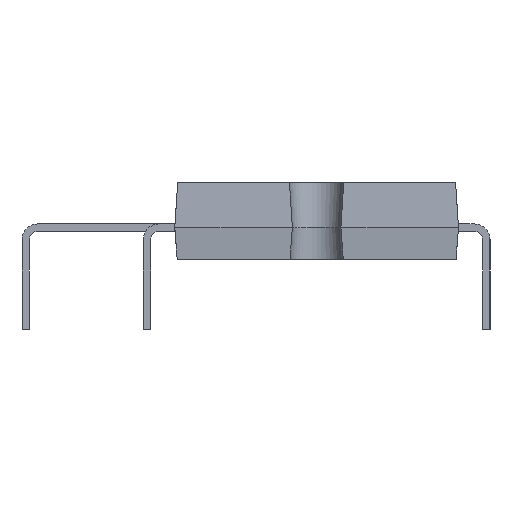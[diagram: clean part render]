
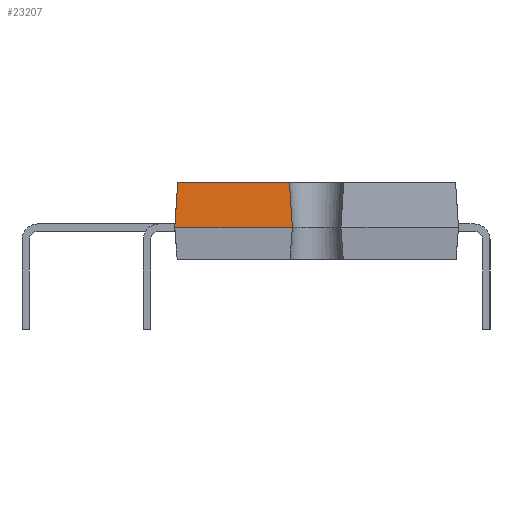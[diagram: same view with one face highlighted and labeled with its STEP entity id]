
A CAD part, left-side view. The second image highlights one B-rep face of the part: STEP entity #23207.
In plain terms, the highlighted planar face has unit normal (-0.998, 0, 0.065).
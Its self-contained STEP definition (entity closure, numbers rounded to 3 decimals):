
#1051 = VERTEX_POINT ( 'NONE', #15269 ) ;
#2850 = CARTESIAN_POINT ( 'NONE',  ( -14.38, 5.73, 1.85 ) ) ;
#2925 = CARTESIAN_POINT ( 'NONE',  ( -14.5, 5.85, 0. ) ) ;
#3737 = CARTESIAN_POINT ( 'NONE',  ( -14.44, 1.06, 0.925 ) ) ;
#4030 = VERTEX_POINT ( 'NONE', #2925 ) ;
#5316 = ORIENTED_EDGE ( 'NONE', *, *, #23716, .F. ) ;
#5975 = EDGE_CURVE ( 'NONE', #4030, #14538, #6854, .T. ) ;
#6651 = AXIS2_PLACEMENT_3D ( 'NONE', #21010, #10119, #11552 ) ;
#6746 = VERTEX_POINT ( 'NONE', #6901 ) ;
#6854 = LINE ( 'NONE', #21483, #14466 ) ;
#6901 = CARTESIAN_POINT ( 'NONE',  ( -14.38, 5.73, 1.85 ) ) ;
#7446 = LINE ( 'NONE', #9618, #18699 ) ;
#8416 = DIRECTION ( 'NONE',  ( 0., -1., 0. ) ) ;
#8417 = VECTOR ( 'NONE', #21982, 1000. ) ;
#9618 = CARTESIAN_POINT ( 'NONE',  ( -14.44, 5.79, 0.925 ) ) ;
#9638 = EDGE_LOOP ( 'NONE', ( #23788, #11886, #5316, #12640 ) ) ;
#9988 = FACE_OUTER_BOUND ( 'NONE', #9638, .T. ) ;
#10119 = DIRECTION ( 'NONE',  ( -0.998, 0., 0.065 ) ) ;
#11552 = DIRECTION ( 'NONE',  ( 0., -1., 0. ) ) ;
#11886 = ORIENTED_EDGE ( 'NONE', *, *, #19935, .T. ) ;
#12640 = ORIENTED_EDGE ( 'NONE', *, *, #17260, .F. ) ;
#13346 = DIRECTION ( 'NONE',  ( 0.065, -0.065, 0.996 ) ) ;
#14466 = VECTOR ( 'NONE', #8416, 1000. ) ;
#14538 = VERTEX_POINT ( 'NONE', #15817 ) ;
#14691 = LINE ( 'NONE', #3737, #8417 ) ;
#15269 = CARTESIAN_POINT ( 'NONE',  ( -14.38, 1.12, 1.85 ) ) ;
#15718 = DIRECTION ( 'NONE',  ( 0., -1., 0. ) ) ;
#15817 = CARTESIAN_POINT ( 'NONE',  ( -14.5, 1., 0. ) ) ;
#15853 = VECTOR ( 'NONE', #15718, 1000. ) ;
#17260 = EDGE_CURVE ( 'NONE', #4030, #6746, #7446, .T. ) ;
#18699 = VECTOR ( 'NONE', #13346, 1000. ) ;
#19317 = LINE ( 'NONE', #2850, #15853 ) ;
#19935 = EDGE_CURVE ( 'NONE', #14538, #1051, #14691, .T. ) ;
#20643 = PLANE ( 'NONE',  #6651 ) ;
#21010 = CARTESIAN_POINT ( 'NONE',  ( -14.5, 5.85, 0. ) ) ;
#21483 = CARTESIAN_POINT ( 'NONE',  ( -14.5, 5.85, 0. ) ) ;
#21982 = DIRECTION ( 'NONE',  ( 0.065, 0.065, 0.996 ) ) ;
#23207 = ADVANCED_FACE ( 'NONE', ( #9988 ), #20643, .T. ) ;
#23716 = EDGE_CURVE ( 'NONE', #6746, #1051, #19317, .T. ) ;
#23788 = ORIENTED_EDGE ( 'NONE', *, *, #5975, .T. ) ;
